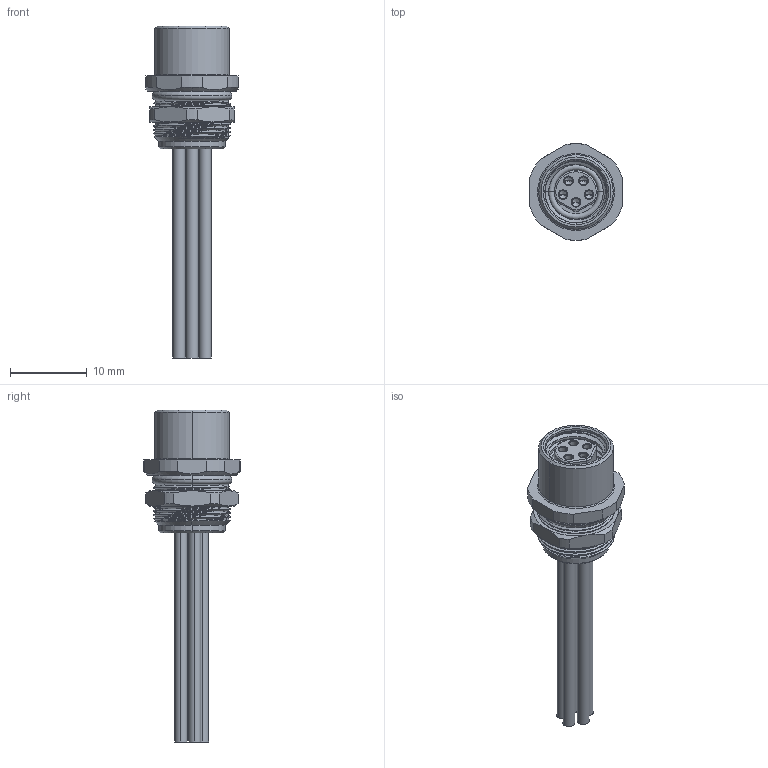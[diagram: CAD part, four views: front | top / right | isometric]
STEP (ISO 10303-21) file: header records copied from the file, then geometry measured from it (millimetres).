
FILE_DESCRIPTION((''),'2;1');
FILE_NAME('5P-K155','2025-09-17T',('gongchengVI'),(''),'PRO/ENGINEER BY PARAMETRIC TECHNOLOGY CORPORATION, 2010280','PRO/ENGINEER BY PARAMETRIC TECHNOLOGY CORPORATION, 2010280','');
FILE_SCHEMA(('CONFIG_CONTROL_DESIGN'));
Length unit declared in the file: millimetre
Products named in the file (1): 5P-K155
Bounding box: 12 x 12.6 x 43.2 mm (x, y, z)
Volume: 219.5 mm3; surface area: 3487 mm2
Topology: 1 solids, 16 shells, 533 faces, 1249 edges, 766 vertices
Faces by surface type: cylinder 208, plane 156, cone 110, torus 36, bspline 21, sphere 2
Entity records: 20931 total; most frequent: CARTESIAN_POINT 8767, DIRECTION 2601, ORIENTED_EDGE 2458, EDGE_CURVE 1229, AXIS2_PLACEMENT_3D 1050, VERTEX_POINT 766, EDGE_LOOP 599, CIRCLE 537
